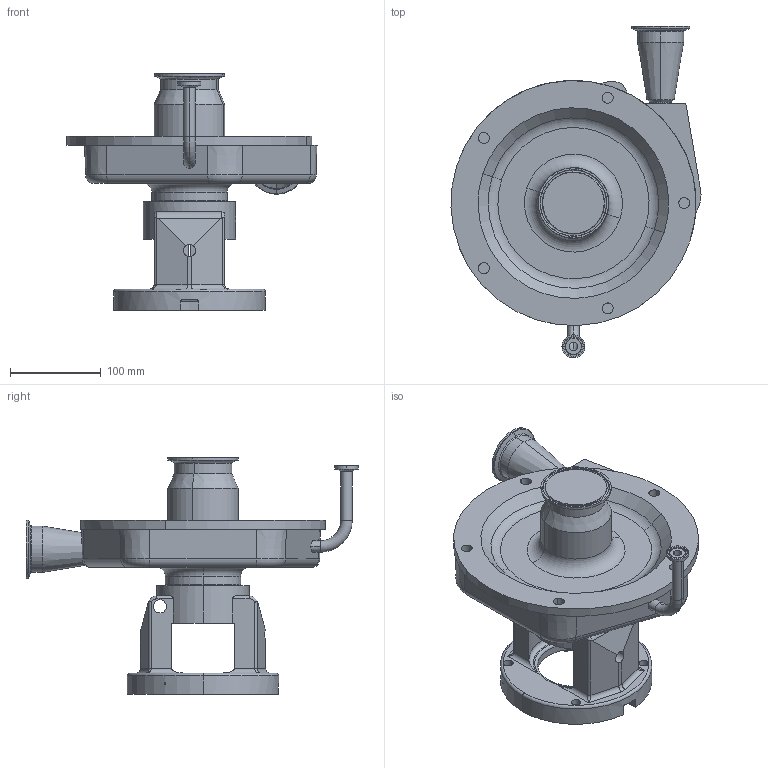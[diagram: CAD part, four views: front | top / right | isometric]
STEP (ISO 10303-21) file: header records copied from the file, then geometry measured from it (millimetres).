
FILE_DESCRIPTION (( 'STEP AP214' ), '1' );
FILE_NAME ('FPX 741-742 140TC VERT 1-2 In ELBOW FRONT.STEP', '2022-12-16T17:57:29', ( '' ), ( '' ), 'SwSTEP 2.0', 'SolidWorks 2021', '' );
FILE_SCHEMA (( 'AUTOMOTIVE_DESIGN' ));
Length unit declared in the file: millimetre
Products named in the file (2): FPX 740 140TC VERT 1-2 In ELBOW FRONT^1275000079.STEP; FPX 741-742 140TC VERT 1-2 In ELBOW FRONT
Assembly tree (1 placements, depth 2):
  FPX 741-742 140TC VERT 1-2 In ELBOW FRONT
    FPX 740 140TC VERT 1-2 In ELBOW FRONT^1275000079.STEP
Bounding box: 275.45 x 365.7 x 261 mm (x, y, z)
Volume: 3455155.6 mm3; surface area: 422254.6 mm2
Topology: 1 solids, 2 shells, 364 faces, 887 edges, 532 vertices
Faces by surface type: cylinder 148, torus 88, plane 72, cone 48, bspline 7, sphere 1
Entity records: 15323 total; most frequent: CARTESIAN_POINT 6554, DIRECTION 1993, ORIENTED_EDGE 1758, EDGE_CURVE 879, AXIS2_PLACEMENT_3D 834, VERTEX_POINT 532, CIRCLE 473, EDGE_LOOP 401
